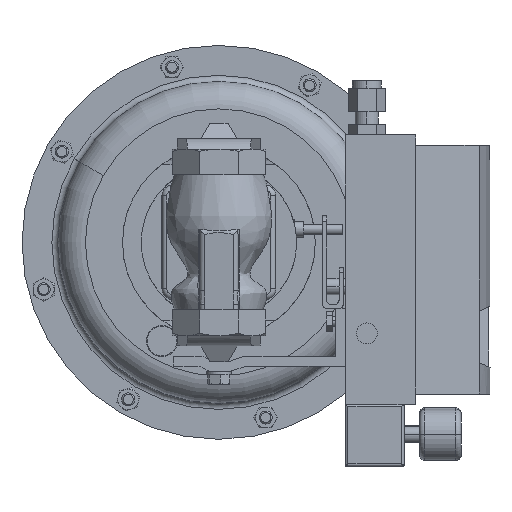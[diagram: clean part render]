
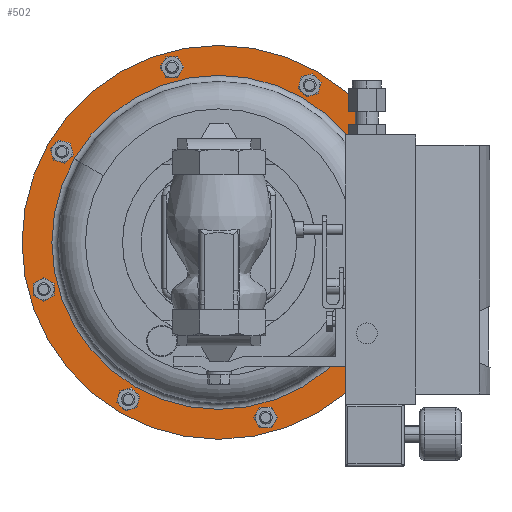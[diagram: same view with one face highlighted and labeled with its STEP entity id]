
A CAD part, front view. The second image highlights one B-rep face of the part: STEP entity #502.
In plain terms, the highlighted planar face has unit normal (0, -1, 0).
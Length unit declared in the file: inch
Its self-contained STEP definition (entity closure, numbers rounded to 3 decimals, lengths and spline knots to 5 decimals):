
#502 = ADVANCED_FACE ( 'NONE', ( #3040, #3790 ), #12597, .T. ) ;
#612 = CARTESIAN_POINT ( 'NONE',  ( 4.11362, 8.835, -4.625 ) ) ;
#838 = ORIENTED_EDGE ( 'NONE', *, *, #7499, .F. ) ;
#1388 = CARTESIAN_POINT ( 'NONE',  ( 0., 8.835, -2.25 ) ) ;
#1590 = VERTEX_POINT ( 'NONE', #612 ) ;
#3040 = FACE_BOUND ( 'NONE', #24718, .T. ) ;
#3790 = FACE_OUTER_BOUND ( 'NONE', #4225, .T. ) ;
#3791 = DIRECTION ( 'NONE',  ( 0.866, 0., -0.5 ) ) ;
#4225 = EDGE_LOOP ( 'NONE', ( #838, #6097 ) ) ;
#5280 = DIRECTION ( 'NONE',  ( 0., 1., 0. ) ) ;
#6097 = ORIENTED_EDGE ( 'NONE', *, *, #23184, .F. ) ;
#7499 = EDGE_CURVE ( 'NONE', #1590, #7830, #17154, .T. ) ;
#7830 = VERTEX_POINT ( 'NONE', #23571 ) ;
#8816 = VERTEX_POINT ( 'NONE', #16164 ) ;
#10470 = CIRCLE ( 'NONE', #23743, 4.029 ) ;
#12001 = DIRECTION ( 'NONE',  ( 0., 1., 0. ) ) ;
#12398 = AXIS2_PLACEMENT_3D ( 'NONE', #13725, #30490, #16099 ) ;
#12597 = PLANE ( 'NONE',  #15495 ) ;
#13725 = CARTESIAN_POINT ( 'NONE',  ( 0., 8.835, -2.25 ) ) ;
#14373 = EDGE_CURVE ( 'NONE', #8816, #14435, #10470, .T. ) ;
#14435 = VERTEX_POINT ( 'NONE', #24271 ) ;
#14995 = DIRECTION ( 'NONE',  ( -0.866, 0., 0.5 ) ) ;
#15495 = AXIS2_PLACEMENT_3D ( 'NONE', #24425, #29353, #14995 ) ;
#15544 = ORIENTED_EDGE ( 'NONE', *, *, #14373, .T. ) ;
#16099 = DIRECTION ( 'NONE',  ( 0.866, 0., -0.5 ) ) ;
#16164 = CARTESIAN_POINT ( 'NONE',  ( 3.48922, 8.835, -4.2645 ) ) ;
#17154 = CIRCLE ( 'NONE', #20854, 4.75 ) ;
#18087 = DIRECTION ( 'NONE',  ( 0., 1., 0. ) ) ;
#19628 = CARTESIAN_POINT ( 'NONE',  ( 0., 8.835, -2.25 ) ) ;
#20854 = AXIS2_PLACEMENT_3D ( 'NONE', #19628, #5280, #22044 ) ;
#21614 = CIRCLE ( 'NONE', #27653, 4.75 ) ;
#22044 = DIRECTION ( 'NONE',  ( 0.866, 0., -0.5 ) ) ;
#22685 = ORIENTED_EDGE ( 'NONE', *, *, #24666, .T. ) ;
#23184 = EDGE_CURVE ( 'NONE', #7830, #1590, #21614, .T. ) ;
#23571 = CARTESIAN_POINT ( 'NONE',  ( -4.11362, 8.835, 0.125 ) ) ;
#23743 = AXIS2_PLACEMENT_3D ( 'NONE', #26348, #12001, #28764 ) ;
#24271 = CARTESIAN_POINT ( 'NONE',  ( -3.48922, 8.835, -0.2355 ) ) ;
#24425 = CARTESIAN_POINT ( 'NONE',  ( -2.375, 8.835, -6.36362 ) ) ;
#24666 = EDGE_CURVE ( 'NONE', #14435, #8816, #26411, .T. ) ;
#24718 = EDGE_LOOP ( 'NONE', ( #15544, #22685 ) ) ;
#26348 = CARTESIAN_POINT ( 'NONE',  ( 0., 8.835, -2.25 ) ) ;
#26411 = CIRCLE ( 'NONE', #12398, 4.029 ) ;
#27653 = AXIS2_PLACEMENT_3D ( 'NONE', #1388, #18087, #3791 ) ;
#28764 = DIRECTION ( 'NONE',  ( 0.866, 0., -0.5 ) ) ;
#29353 = DIRECTION ( 'NONE',  ( 0., -1., 0. ) ) ;
#30490 = DIRECTION ( 'NONE',  ( 0., 1., 0. ) ) ;
